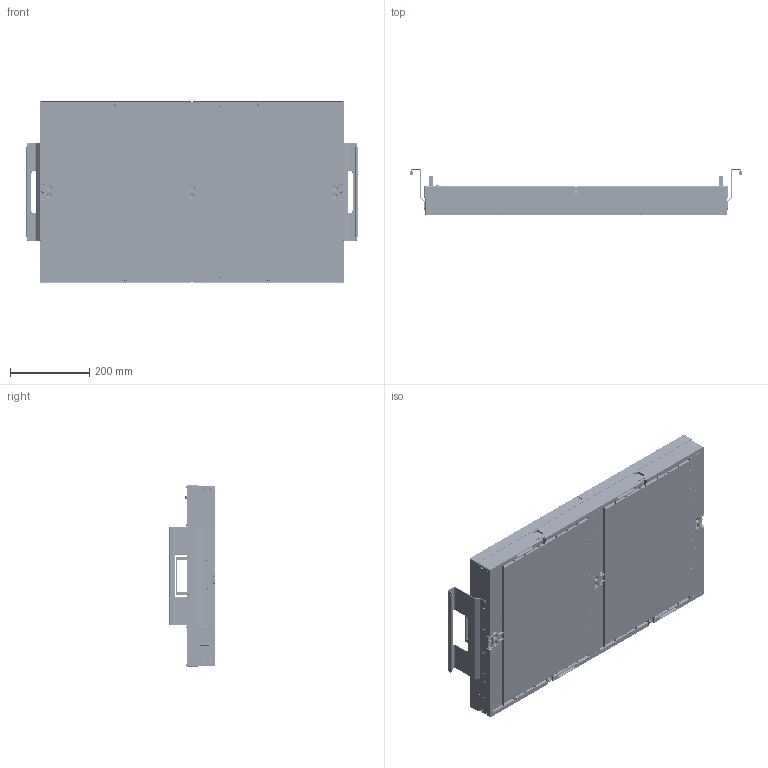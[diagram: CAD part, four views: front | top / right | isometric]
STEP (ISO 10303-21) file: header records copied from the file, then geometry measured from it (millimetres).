
FILE_DESCRIPTION (( 'STEP AP214' ), '1' );
FILE_NAME ('INGUN_114962.STEP', '2023-12-05T10:25:53', ( '' ), ( '' ), 'SwSTEP 2.0', 'SolidWorks 2021', '' );
FILE_SCHEMA (( 'AUTOMOTIVE_DESIGN' ));
Length unit declared in the file: millimetre
Products named in the file (50): ISO7380~n_M04,0x016; INGUN_114962; 2196~6; 115387~0_S; ISO7380~n_M03,0x005; 114971~0_S; DIN6325~n_04,0m6x008; 114968~0_KUNDE<S>; 22111~0_flexibel<Standard>; 114967~0; 5332~0; 3917~3_M 3 A; 8366~0_KUNDE<Standard>; 14671_003~0; 11880~0; KS-113-Master__ADA~ks_KS-113 23; INFO_4562~1_Typenschild 1010; 114965~0; 14671_004~0; 114855~1_S; 114856~1_S; 114964~0_S; 114963~0_KUNDE<S>; 2579~0; DIN7991~n_M04,0x012; 2229~6; 14671~0_KUNDE<Standard>; 5015~0; 114946~0_S; 115106~1_S; 1607~1; 14683~0_KUNDE<S>; DIN7991~n_M04,0x016; K_124594~0_S; GKS-414-0007__ADA~gks_Hub = 09,6 AH <S>; 2806~1; 14671_001~0_KUNDE<Standard>; 11881~0; 115388~0_S; ISO7380~n_M02,5x006 ...
Assembly tree (151 placements, depth 5):
  INGUN_114962
    114963~0_KUNDE<S>
      114966~0_S
        114967~0
        114946~0_S  x4
        Gewindebuchse~n_M04-09,5 geschlossen  x4
      114964~0_S
      8366~0_KUNDE<Standard>
      114965~0  x2
      ISO7380~n_M03,0x005  x12
      1607~1  x2
      5332~0  x2
      DIN7991~n_M04,0x016  x7
      2229~6  x3
      2196~6  x3
      2579~0  x15
      1571~2  x4
      DIN912~n_M04,0x012  x18
      DIN6325~n_04,0m6x008  x8
      22111~0_flexibel<Standard>
        KS-113-Master__ADA~ks_KS-113 23
        GKS-414-0007__ADA~gks_Hub = 09,6 AH <S>
        2806~1
        3917~3_M 3 A
        5015~0
        ISO7380~n_M02,5x006
        11880~0
        11881~0
      INFO_4562~1_Typenschild 1010
    114968~0_KUNDE<S>
      114971~0_S  x2
        114961~0_S
        DIN6325~n_03,0m6x020
      114857~0_S
        114855~1_S
        DIN6325~n_03,0m6x020
      114858~1_S
        114856~1_S
        DIN6325~n_03,0m6x020  x2
      14683~0_KUNDE<S>
        14671~0_KUNDE<Standard>  x2
          14671_001~0_KUNDE<Standard>
          14671_002~0
          14671_003~0
          14671_004~0
      115388~0_S  x2
        115106~1_S
        115387~0_S
          K_124594~0_S
        DIN7991~n_M04,0x012
      114901~1_S  x2
      DIN912~n_M04,0x012  x8
      ISO7380~n_M04,0x016  x6
Bounding box: 840.2 x 117 x 460.2 mm (x, y, z)
Volume: 13029905.5 mm3; surface area: 3006428.2 mm2
Topology: 159 solids, 159 shells, 8024 faces, 19808 edges, 12516 vertices
Faces by surface type: plane 3059, cylinder 2859, bspline 1070, cone 502, torus 384, sphere 150
Entity records: 141324 total; most frequent: CARTESIAN_POINT 49623, ORIENTED_EDGE 16250, DIRECTION 15252, EDGE_CURVE 8125, AXIS2_PLACEMENT_3D 5359, VERTEX_POINT 5196, VECTOR 4534, LINE 4534
